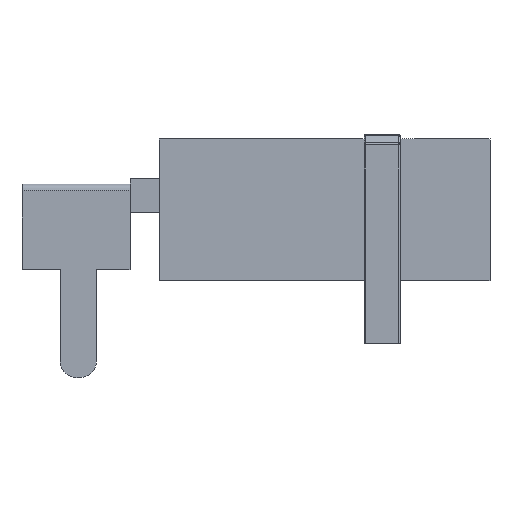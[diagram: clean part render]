
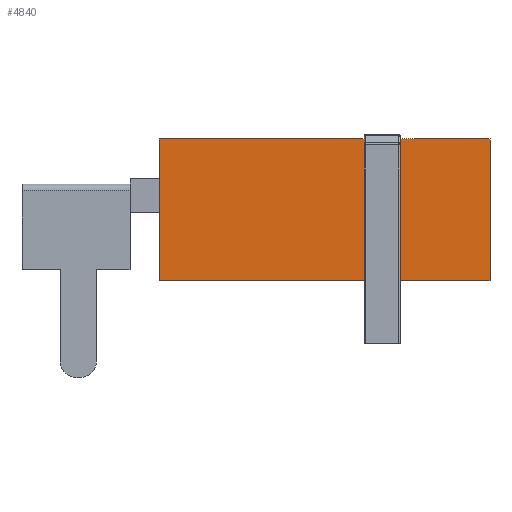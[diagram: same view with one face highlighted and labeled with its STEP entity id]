
A CAD part, left-side view. The second image highlights one B-rep face of the part: STEP entity #4840.
In plain terms, the highlighted planar face has unit normal (-1, 0, 0).
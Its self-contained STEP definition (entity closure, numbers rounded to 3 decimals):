
#510=FACE_OUTER_BOUND('',#786,.T.);
#786=EDGE_LOOP('',(#3968,#3969,#3970,#3971,#3972,#3973,#3974,#3975));
#1137=LINE('',#7719,#1671);
#1141=LINE('',#7727,#1675);
#1203=LINE('',#7854,#1737);
#1233=LINE('',#7931,#1767);
#1236=LINE('',#7938,#1770);
#1241=LINE('',#7947,#1775);
#1244=LINE('',#7955,#1778);
#1245=LINE('',#7956,#1779);
#1671=VECTOR('',#5670,10.);
#1675=VECTOR('',#5674,10.);
#1737=VECTOR('',#5776,10.);
#1767=VECTOR('',#5860,10.);
#1770=VECTOR('',#5867,10.);
#1775=VECTOR('',#5878,10.);
#1778=VECTOR('',#5887,10.);
#1779=VECTOR('',#5888,10.);
#2176=VERTEX_POINT('',#7716);
#2177=VERTEX_POINT('',#7718);
#2180=VERTEX_POINT('',#7724);
#2181=VERTEX_POINT('',#7726);
#2226=VERTEX_POINT('',#7853);
#2246=VERTEX_POINT('',#7929);
#2248=VERTEX_POINT('',#7937);
#2251=VERTEX_POINT('',#7954);
#2733=EDGE_CURVE('',#2177,#2176,#1137,.T.);
#2737=EDGE_CURVE('',#2181,#2180,#1141,.T.);
#2799=EDGE_CURVE('',#2226,#2181,#1203,.T.);
#2837=EDGE_CURVE('',#2180,#2246,#1233,.T.);
#2840=EDGE_CURVE('',#2248,#2177,#1236,.T.);
#2845=EDGE_CURVE('',#2246,#2248,#1241,.T.);
#2848=EDGE_CURVE('',#2176,#2251,#1244,.T.);
#2849=EDGE_CURVE('',#2251,#2226,#1245,.T.);
#3968=ORIENTED_EDGE('',*,*,#2837,.T.);
#3969=ORIENTED_EDGE('',*,*,#2845,.T.);
#3970=ORIENTED_EDGE('',*,*,#2840,.T.);
#3971=ORIENTED_EDGE('',*,*,#2733,.T.);
#3972=ORIENTED_EDGE('',*,*,#2848,.T.);
#3973=ORIENTED_EDGE('',*,*,#2849,.T.);
#3974=ORIENTED_EDGE('',*,*,#2799,.T.);
#3975=ORIENTED_EDGE('',*,*,#2737,.T.);
#4626=PLANE('',#5089);
#4840=ADVANCED_FACE('',(#510),#4626,.T.);
#5089=AXIS2_PLACEMENT_3D('',#7953,#5885,#5886);
#5670=DIRECTION('',(0.,1.,0.));
#5674=DIRECTION('',(0.,1.,0.));
#5776=DIRECTION('',(0.,0.,1.));
#5860=DIRECTION('',(0.,0.,-1.));
#5867=DIRECTION('',(0.,0.,1.));
#5878=DIRECTION('',(0.,1.,0.));
#5885=DIRECTION('center_axis',(-1.,0.,0.));
#5886=DIRECTION('ref_axis',(0.,0.,1.));
#5887=DIRECTION('',(0.,0.,-1.));
#5888=DIRECTION('',(0.,-1.,0.));
#7716=CARTESIAN_POINT('',(-7.75,7.35,6.3));
#7718=CARTESIAN_POINT('',(-7.75,-1.75,6.3));
#7719=CARTESIAN_POINT('',(-7.75,7.35,6.3));
#7724=CARTESIAN_POINT('',(-7.75,-3.35,6.3));
#7726=CARTESIAN_POINT('',(-7.75,-7.35,6.3));
#7727=CARTESIAN_POINT('',(-7.75,7.35,6.3));
#7853=CARTESIAN_POINT('',(-7.75,-7.35,0.));
#7854=CARTESIAN_POINT('',(-7.75,-7.35,6.3));
#7929=CARTESIAN_POINT('',(-7.75,-3.35,6.017));
#7931=CARTESIAN_POINT('',(-7.75,-3.35,2.5));
#7937=CARTESIAN_POINT('',(-7.75,-1.75,6.017));
#7938=CARTESIAN_POINT('',(-7.75,-1.75,2.5));
#7947=CARTESIAN_POINT('',(-7.75,-1.275,6.017));
#7953=CARTESIAN_POINT('Origin',(-7.75,0.,3.15));
#7954=CARTESIAN_POINT('',(-7.75,7.35,0.));
#7955=CARTESIAN_POINT('',(-7.75,7.35,0.));
#7956=CARTESIAN_POINT('',(-7.75,-7.35,0.));
